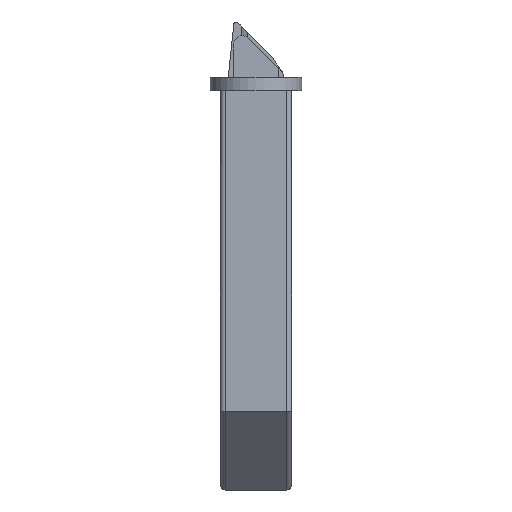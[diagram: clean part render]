
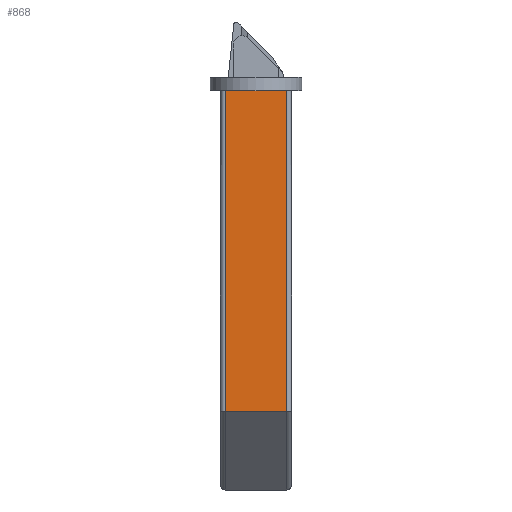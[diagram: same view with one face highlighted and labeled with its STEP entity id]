
A CAD part, front view. The second image highlights one B-rep face of the part: STEP entity #868.
In plain terms, the highlighted planar face has unit normal (0, -1, 0).
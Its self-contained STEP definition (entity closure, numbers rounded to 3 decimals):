
#130 = ORIENTED_EDGE ( 'NONE', *, *, #7337, .F. ) ;
#671 = VERTEX_POINT ( 'NONE', #9216 ) ;
#687 = CARTESIAN_POINT ( 'NONE',  ( -6.75, -108., -13. ) ) ;
#693 = ORIENTED_EDGE ( 'NONE', *, *, #8093, .T. ) ;
#868 = ADVANCED_FACE ( 'NONE', ( #4303 ), #6666, .F. ) ;
#1014 = EDGE_CURVE ( 'NONE', #2052, #3421, #9602, .T. ) ;
#1207 = DIRECTION ( 'NONE',  ( 0., 1., 0. ) ) ;
#1359 = CARTESIAN_POINT ( 'NONE',  ( 7.75, -108., -13. ) ) ;
#1626 = CARTESIAN_POINT ( 'NONE',  ( 6.75, -108., 57. ) ) ;
#2052 = VERTEX_POINT ( 'NONE', #1626 ) ;
#2142 = DIRECTION ( 'NONE',  ( 0., 0., 1. ) ) ;
#2156 = DIRECTION ( 'NONE',  ( -1., 0., 0. ) ) ;
#2398 = VECTOR ( 'NONE', #2142, 1000. ) ;
#2696 = VECTOR ( 'NONE', #2156, 1000. ) ;
#2710 = CARTESIAN_POINT ( 'NONE',  ( 7.75, -108., 57. ) ) ;
#2793 = LINE ( 'NONE', #687, #9805 ) ;
#2947 = CARTESIAN_POINT ( 'NONE',  ( 6.75, -108., -13. ) ) ;
#3122 = DIRECTION ( 'NONE',  ( -1., 0., 0. ) ) ;
#3421 = VERTEX_POINT ( 'NONE', #3723 ) ;
#3723 = CARTESIAN_POINT ( 'NONE',  ( -6.75, -108., 57. ) ) ;
#3774 = VERTEX_POINT ( 'NONE', #5461 ) ;
#3802 = AXIS2_PLACEMENT_3D ( 'NONE', #1359, #1207, #4403 ) ;
#4303 = FACE_OUTER_BOUND ( 'NONE', #5498, .T. ) ;
#4403 = DIRECTION ( 'NONE',  ( 0., 0., 1. ) ) ;
#4805 = ORIENTED_EDGE ( 'NONE', *, *, #1014, .T. ) ;
#5461 = CARTESIAN_POINT ( 'NONE',  ( -6.75, -108., -13. ) ) ;
#5498 = EDGE_LOOP ( 'NONE', ( #4805, #8368, #130, #693 ) ) ;
#6666 = PLANE ( 'NONE',  #3802 ) ;
#7337 = EDGE_CURVE ( 'NONE', #671, #3774, #7750, .T. ) ;
#7467 = DIRECTION ( 'NONE',  ( 0., 0., -1. ) ) ;
#7657 = VECTOR ( 'NONE', #3122, 1000. ) ;
#7695 = CARTESIAN_POINT ( 'NONE',  ( 7.75, -108., -13. ) ) ;
#7750 = LINE ( 'NONE', #7695, #7657 ) ;
#8093 = EDGE_CURVE ( 'NONE', #671, #2052, #8230, .T. ) ;
#8230 = LINE ( 'NONE', #2947, #2398 ) ;
#8368 = ORIENTED_EDGE ( 'NONE', *, *, #9397, .T. ) ;
#9216 = CARTESIAN_POINT ( 'NONE',  ( 6.75, -108., -13. ) ) ;
#9397 = EDGE_CURVE ( 'NONE', #3421, #3774, #2793, .T. ) ;
#9602 = LINE ( 'NONE', #2710, #2696 ) ;
#9805 = VECTOR ( 'NONE', #7467, 1000. ) ;
